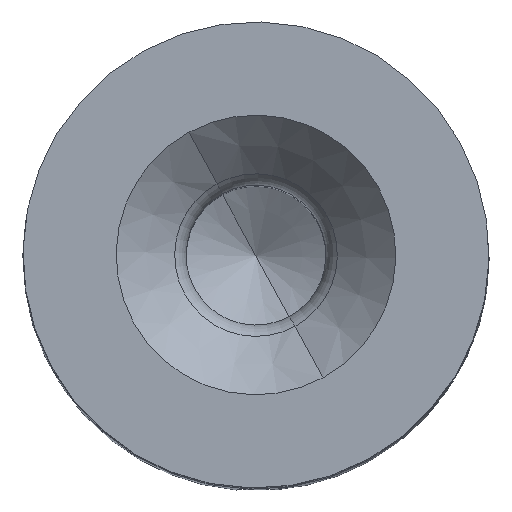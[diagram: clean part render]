
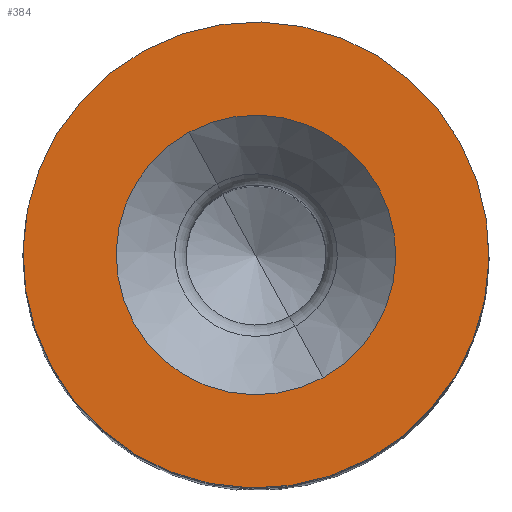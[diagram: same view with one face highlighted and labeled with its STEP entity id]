
A CAD part, top view. The second image highlights one B-rep face of the part: STEP entity #384.
In plain terms, the highlighted planar face has unit normal (0, 0, 1).
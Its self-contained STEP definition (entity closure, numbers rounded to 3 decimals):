
#211=AXIS2_PLACEMENT_3D('Circle Axis2P3D',#209,#210,$) ;
#230=AXIS2_PLACEMENT_3D('Circle Axis2P3D',#228,#229,$) ;
#247=AXIS2_PLACEMENT_3D('Circle Axis2P3D',#245,#246,$) ;
#282=AXIS2_PLACEMENT_3D('Circle Axis2P3D',#280,#281,$) ;
#374=AXIS2_PLACEMENT_3D('Plane Axis2P3D',#371,#372,#373) ;
#206=CARTESIAN_POINT('Vertex',(2.137,4.58,23.5)) ;
#209=CARTESIAN_POINT('Axis2P3D Location',(3.,3.,23.5)) ;
#213=CARTESIAN_POINT('Vertex',(3.863,1.42,23.5)) ;
#228=CARTESIAN_POINT('Axis2P3D Location',(3.,3.,23.5)) ;
#245=CARTESIAN_POINT('Axis2P3D Location',(3.,3.,23.5)) ;
#249=CARTESIAN_POINT('Vertex',(1.562,5.633,23.5)) ;
#251=CARTESIAN_POINT('Vertex',(4.438,0.367,23.5)) ;
#280=CARTESIAN_POINT('Axis2P3D Location',(3.,3.,23.5)) ;
#371=CARTESIAN_POINT('Axis2P3D Location',(3.,6.,23.5)) ;
#210=DIRECTION('Axis2P3D Direction',(0.,0.,1.)) ;
#229=DIRECTION('Axis2P3D Direction',(0.,0.,1.)) ;
#246=DIRECTION('Axis2P3D Direction',(0.,0.,1.)) ;
#281=DIRECTION('Axis2P3D Direction',(0.,0.,1.)) ;
#372=DIRECTION('Axis2P3D Direction',(0.,0.,1.)) ;
#373=DIRECTION('Axis2P3D XDirection',(0.,-1.,0.)) ;
#377=ORIENTED_EDGE('',*,*,#284,.T.) ;
#378=ORIENTED_EDGE('',*,*,#253,.T.) ;
#381=ORIENTED_EDGE('',*,*,#215,.F.) ;
#382=ORIENTED_EDGE('',*,*,#232,.F.) ;
#383=FACE_BOUND('',#380,.T.) ;
#384=ADVANCED_FACE('Hauptk\X2\00F6\X0\rper',(#379,#383),#375,.T.) ;
#212=CIRCLE('generated circle',#211,1.8) ;
#231=CIRCLE('generated circle',#230,1.8) ;
#248=CIRCLE('generated circle',#247,3.) ;
#283=CIRCLE('generated circle',#282,3.) ;
#215=EDGE_CURVE('',#207,#214,#212,.T.) ;
#232=EDGE_CURVE('',#214,#207,#231,.T.) ;
#253=EDGE_CURVE('',#250,#252,#248,.T.) ;
#284=EDGE_CURVE('',#252,#250,#283,.T.) ;
#376=EDGE_LOOP('',(#377,#378)) ;
#380=EDGE_LOOP('',(#381,#382)) ;
#379=FACE_OUTER_BOUND('',#376,.T.) ;
#375=PLANE('',#374) ;
#207=VERTEX_POINT('',#206) ;
#214=VERTEX_POINT('',#213) ;
#250=VERTEX_POINT('',#249) ;
#252=VERTEX_POINT('',#251) ;
